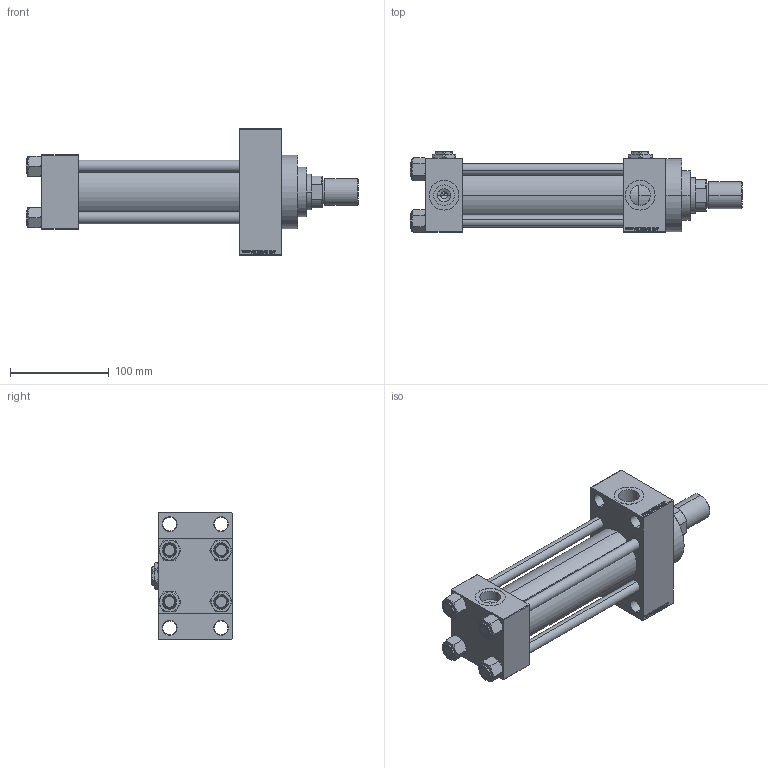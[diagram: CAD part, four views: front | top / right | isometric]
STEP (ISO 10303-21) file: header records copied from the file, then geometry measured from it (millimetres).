
FILE_DESCRIPTION (( 'STEP AP203' ), '1' );
FILE_NAME ('2b30.STEP', '2022-04-16T11:55:08', ( '' ), ( '' ), 'SwSTEP 2.0', 'SolidWorks 2019', '' );
FILE_SCHEMA (( 'CONFIG_CONTROL_DESIGN' ));
Length unit declared in the file: millimetre
Products named in the file (8): V215CR_VCP_D 1d1150ab0b0f29f645cbeb2c827d2110; NUT_M5_D 1d1150ab0b0f29f645cbeb2c827d2110; ROD_END_AH 1d1150ab0b0f29f645cbeb2c827d2110; V215_VC_A 1d1150ab0b0f29f645cbeb2c827d2110; 2b30; V215CR_D_Body 1d1150ab0b0f29f645cbeb2c827d2110; V215CR_D_TYCINKA 1d1150ab0b0f29f645cbeb2c827d2110; Zatka_pro_OIL_PORT 1d1150ab0b0f29f645cbeb2c827d2110
Assembly tree (14 placements, depth 2):
  2b30
    V215CR_D_Body 1d1150ab0b0f29f645cbeb2c827d2110
    V215CR_VCP_D 1d1150ab0b0f29f645cbeb2c827d2110
    NUT_M5_D 1d1150ab0b0f29f645cbeb2c827d2110  x4
    V215CR_D_TYCINKA 1d1150ab0b0f29f645cbeb2c827d2110  x4
    V215_VC_A 1d1150ab0b0f29f645cbeb2c827d2110
    ROD_END_AH 1d1150ab0b0f29f645cbeb2c827d2110
    Zatka_pro_OIL_PORT 1d1150ab0b0f29f645cbeb2c827d2110  x2
Bounding box: 336 x 82.27 x 128 mm (x, y, z)
Volume: 1039929 mm3; surface area: 246655.1 mm2
Topology: 14 solids, 14 shells, 1228 faces, 3036 edges, 1954 vertices
Faces by surface type: plane 553, bspline 368, cone 190, cylinder 107, torus 10
Entity records: 50056 total; most frequent: CARTESIAN_POINT 25836, ORIENTED_EDGE 5372, DIRECTION 3582, EDGE_CURVE 2686, VERTEX_POINT 1752, VECTOR 1566, LINE 1566, EDGE_LOOP 1206
